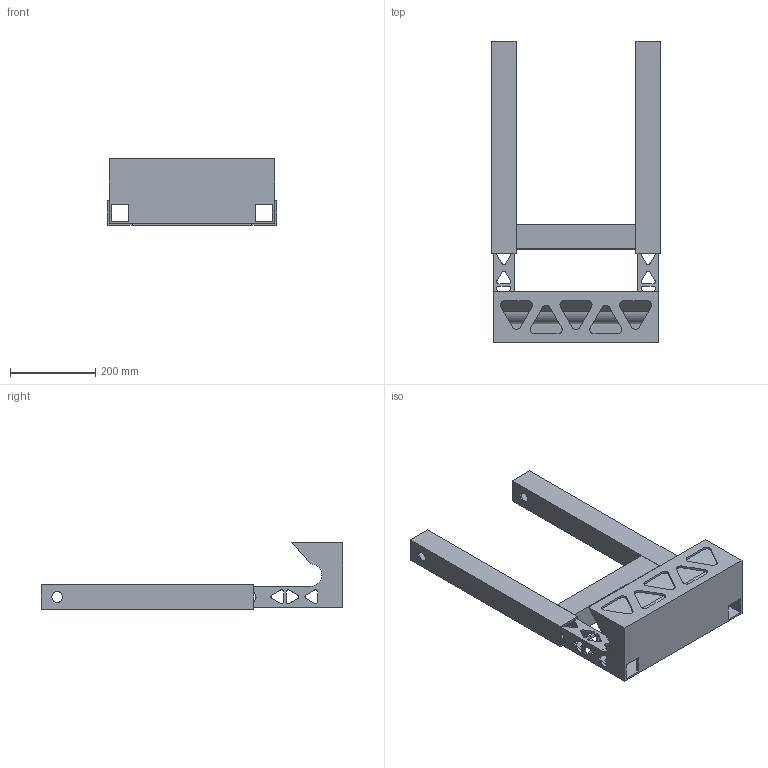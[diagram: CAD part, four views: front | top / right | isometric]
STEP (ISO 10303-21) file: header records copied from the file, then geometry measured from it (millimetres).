
FILE_DESCRIPTION(/* description */ ('STEP AP242','CAx-IF Rec.Pracs.---Representation and Presentation of Product Manufacturing Information (PMI)---4.0---2014-10-13','CAx-IF Rec.Pracs.---3D Tessellated Geometry---0.4---2014-09-14','2;1'),/* implementation_level */ '2;1');
FILE_NAME(/* name */ '6248b81a3903354cf45d2075',/* time_stamp */ '2022-04-02T20:54:51+00:00',/* author */ (''),/* organization */ (''),/* preprocessor_version */ 'ST-DEVELOPER v18.101',/* originating_system */ ' ',/* authorisation */ ' ');
FILE_SCHEMA (('AP242_MANAGED_MODEL_BASED_3D_ENGINEERING_MIM_LF { 1 0 10303 442 1 1 4 }'));
Length unit declared in the file: metre
Products named in the file (5): Inner_Arm_Assembly; Part 2; Part 3; Part 1
Assembly tree (4 placements, depth 2):
  Inner_Arm_Assembly
    Part 2
    Part 3
    Part 1
    Part 1
Bounding box: 398 x 710 x 156.8 mm (x, y, z)
Volume: 3740732.4 mm3; surface area: 1159843.1 mm2
Topology: 4 solids, 4 shells, 493 faces, 1483 edges, 990 vertices
Faces by surface type: plane 270, cylinder 223
Full cylindrical faces by diameter (mm): 25.4 x8
Entity records: 17168 total; most frequent: CARTESIAN_POINT 3003, ORIENTED_EDGE 2942, DIRECTION 2905, EDGE_CURVE 1471, LINE 1017, VECTOR 1017, VERTEX_POINT 986, AXIS2_PLACEMENT_3D 944
